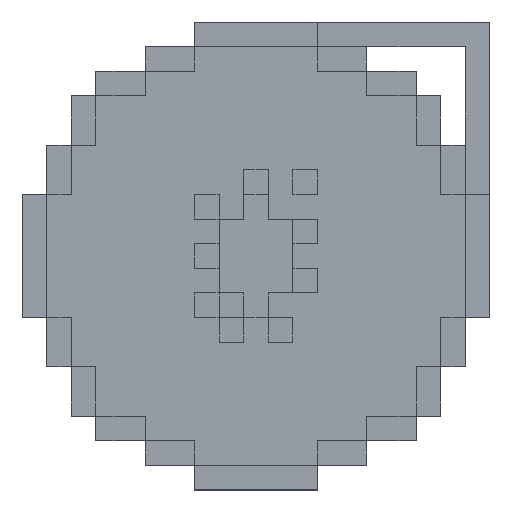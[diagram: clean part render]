
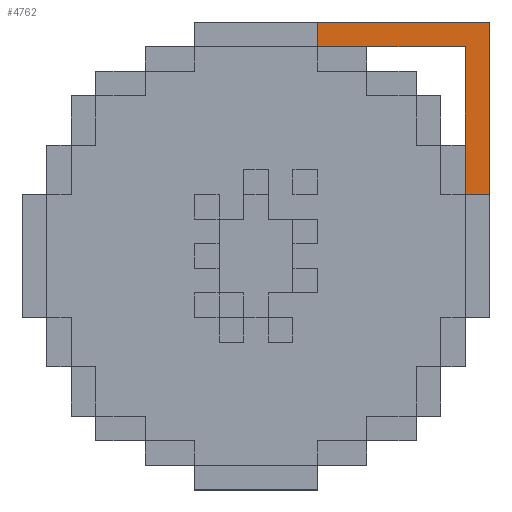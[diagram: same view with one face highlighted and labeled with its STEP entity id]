
A CAD part, top view. The second image highlights one B-rep face of the part: STEP entity #4762.
In plain terms, the highlighted planar face has unit normal (0, 0, 1).
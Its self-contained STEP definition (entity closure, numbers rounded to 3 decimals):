
#364=FACE_OUTER_BOUND('',#644,.T.);
#644=EDGE_LOOP('',(#4200,#4201,#4202,#4203,#4204,#4205));
#1260=LINE('',#7562,#1890);
#1263=LINE('',#7568,#1893);
#1266=LINE('',#7574,#1896);
#1269=LINE('',#7580,#1899);
#1272=LINE('',#7586,#1902);
#1275=LINE('',#7590,#1905);
#1890=VECTOR('',#6240,10.);
#1893=VECTOR('',#6245,10.);
#1896=VECTOR('',#6250,10.);
#1899=VECTOR('',#6255,10.);
#1902=VECTOR('',#6260,10.);
#1905=VECTOR('',#6265,10.);
#2312=VERTEX_POINT('',#7559);
#2313=VERTEX_POINT('',#7561);
#2315=VERTEX_POINT('',#7567);
#2317=VERTEX_POINT('',#7573);
#2319=VERTEX_POINT('',#7579);
#2321=VERTEX_POINT('',#7585);
#2936=EDGE_CURVE('',#2313,#2312,#1260,.T.);
#2939=EDGE_CURVE('',#2315,#2313,#1263,.T.);
#2942=EDGE_CURVE('',#2317,#2315,#1266,.T.);
#2945=EDGE_CURVE('',#2319,#2317,#1269,.T.);
#2948=EDGE_CURVE('',#2321,#2319,#1272,.T.);
#2951=EDGE_CURVE('',#2312,#2321,#1275,.T.);
#4200=ORIENTED_EDGE('',*,*,#2951,.T.);
#4201=ORIENTED_EDGE('',*,*,#2948,.T.);
#4202=ORIENTED_EDGE('',*,*,#2945,.T.);
#4203=ORIENTED_EDGE('',*,*,#2942,.T.);
#4204=ORIENTED_EDGE('',*,*,#2939,.T.);
#4205=ORIENTED_EDGE('',*,*,#2936,.T.);
#4486=PLANE('',#5084);
#4762=ADVANCED_FACE('',(#364),#4486,.T.);
#5084=AXIS2_PLACEMENT_3D('',#7591,#6266,#6267);
#6240=DIRECTION('',(0.,1.,0.));
#6245=DIRECTION('',(1.,0.,0.));
#6250=DIRECTION('',(0.,-1.,0.));
#6255=DIRECTION('',(1.,0.,0.));
#6260=DIRECTION('',(0.,-1.,0.));
#6265=DIRECTION('',(-1.,0.,0.));
#6266=DIRECTION('center_axis',(0.,0.,1.));
#6267=DIRECTION('ref_axis',(1.,0.,0.));
#7559=CARTESIAN_POINT('',(395.,245.,3.));
#7561=CARTESIAN_POINT('',(395.,210.,3.));
#7562=CARTESIAN_POINT('',(395.,250.,3.));
#7567=CARTESIAN_POINT('',(390.,210.,3.));
#7568=CARTESIAN_POINT('',(400.,210.,3.));
#7573=CARTESIAN_POINT('',(390.,240.,3.));
#7574=CARTESIAN_POINT('',(390.,150.,3.));
#7579=CARTESIAN_POINT('',(360.,240.,3.));
#7580=CARTESIAN_POINT('',(400.,240.,3.));
#7585=CARTESIAN_POINT('',(360.,245.,3.));
#7586=CARTESIAN_POINT('',(360.,150.,3.));
#7590=CARTESIAN_POINT('',(400.,245.,3.));
#7591=CARTESIAN_POINT('Origin',(377.5,227.5,3.));
